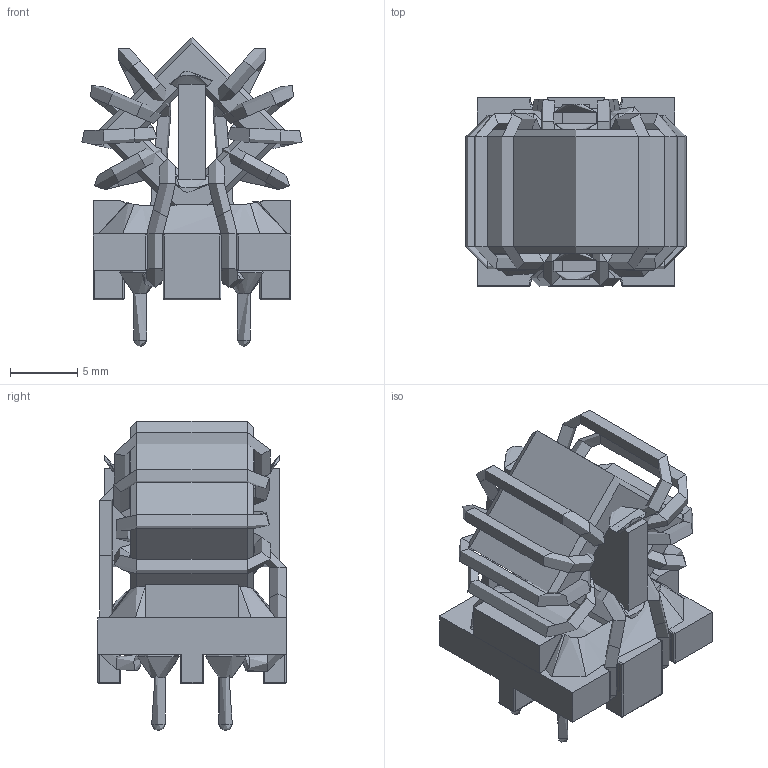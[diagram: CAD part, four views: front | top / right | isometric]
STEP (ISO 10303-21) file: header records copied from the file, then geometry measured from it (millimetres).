
FILE_DESCRIPTION(/* description */ ('Unknown'),/* implementation_level */ '2;1');
FILE_NAME(/* name */ '7448421016_S',/* time_stamp */ '2020-11-06T10:56:15+01:00',/* author */ ('Unknown'),/* organization */ ('Unknown'),/* preprocessor_version */ 'ST-DEVELOPER v16.7',/* originating_system */ 'DEX',/* authorisation */ $);
FILE_SCHEMA (('AUTOMOTIVE_DESIGN {1 0 10303 214 3 1 1}'));
Length unit declared in the file: millimetre
Products named in the file (7): 7448421016_S; base; core; Spacer; Solderpoints; Glue_Dot; Glue
Assembly tree (6 placements, depth 2):
  7448421016_S
    base
    core
    Spacer
    Solderpoints
    Glue_Dot
    Glue
Bounding box: 16.38 x 14 x 23.05 mm (x, y, z)
Volume: 2322.2 mm3
Topology: 9 solids, 18 shells, 413 faces, 1018 edges, 590 vertices
Faces by surface type: cylinder 141, plane 96, torus 74, bspline 74, sphere 20, cone 8
Full cylindrical faces by diameter (mm): 1 x12, 1.2 x40, 7.55 x1, 14.15 x1
Entity records: 24614 total; most frequent: CARTESIAN_POINT 13787, ORIENTED_EDGE 1636, DIRECTION 1562, EDGE_CURVE 818, AXIS2_PLACEMENT_3D 646, VERTEX_POINT 555, EDGE_LOOP 537, FACE_BOUND 537
